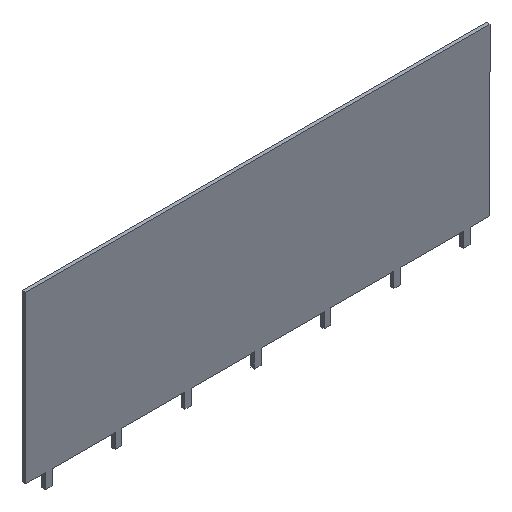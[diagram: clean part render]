
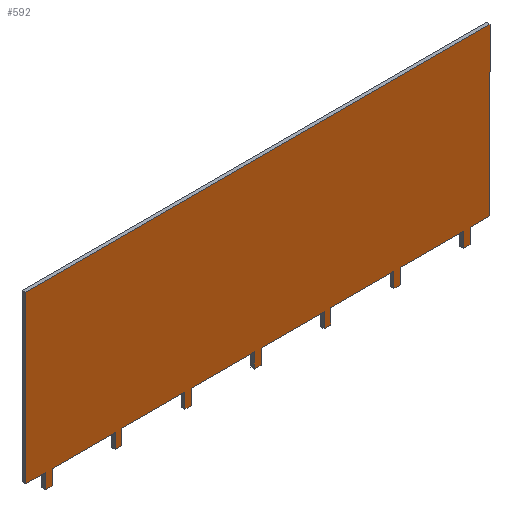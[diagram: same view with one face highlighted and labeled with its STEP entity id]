
A CAD part, isometric view. The second image highlights one B-rep face of the part: STEP entity #592.
In plain terms, the highlighted free-form (B-spline) face has degree [1, 1] with [2, 2] control points.
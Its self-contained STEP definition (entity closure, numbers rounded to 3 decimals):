
#329=CARTESIAN_POINT('',(35.0,-0.27,25.0));
#330=CARTESIAN_POINT('',(35.0,-0.27,-2.25));
#331=CARTESIAN_POINT('',(-35.0,-0.27,25.0));
#332=CARTESIAN_POINT('',(-35.0,-0.27,-2.25));
#333=B_SPLINE_SURFACE_WITH_KNOTS('',1,1,((#329,#331),(#330,#332)),.UNSPECIFIED.,.F.,.F.,.U.,(2,2),(2,2),(0.0,27.25),(0.0,70.0),.UNSPECIFIED.);
#334=CARTESIAN_POINT('',(-35.0,-0.27,0.0));
#335=VERTEX_POINT('',#334);
#336=CARTESIAN_POINT('',(-32.0,-0.27,0.0));
#337=VERTEX_POINT('',#336);
#338=CARTESIAN_POINT('',(-35.0,-0.27,0.0));
#339=DIRECTION('',(1.0,0.0,0.0));
#340=VECTOR('',#339,3.0);
#341=LINE('',#338,#340);
#342=EDGE_CURVE('',#335,#337,#341,.T.);
#343=ORIENTED_EDGE('',*,*,#342,.T.);
#344=CARTESIAN_POINT('',(-32.0,-0.27,-2.25));
#345=VERTEX_POINT('',#344);
#346=CARTESIAN_POINT('',(-32.0,-0.27,0.0));
#347=DIRECTION('',(0.0,0.0,-1.0));
#348=VECTOR('',#347,2.25);
#349=LINE('',#346,#348);
#350=EDGE_CURVE('',#337,#345,#349,.T.);
#351=ORIENTED_EDGE('',*,*,#350,.T.);
#352=CARTESIAN_POINT('',(-31.0,-0.27,-2.25));
#353=VERTEX_POINT('',#352);
#354=CARTESIAN_POINT('',(-32.0,-0.27,-2.25));
#355=DIRECTION('',(1.0,0.0,0.0));
#356=VECTOR('',#355,1.0);
#357=LINE('',#354,#356);
#358=EDGE_CURVE('',#345,#353,#357,.T.);
#359=ORIENTED_EDGE('',*,*,#358,.T.);
#360=CARTESIAN_POINT('',(-31.0,-0.27,0.0));
#361=VERTEX_POINT('',#360);
#362=CARTESIAN_POINT('',(-31.0,-0.27,0.0));
#363=DIRECTION('',(0.0,0.0,-1.0));
#364=VECTOR('',#363,2.25);
#365=LINE('',#362,#364);
#366=EDGE_CURVE('',#361,#353,#365,.T.);
#367=ORIENTED_EDGE('',*,*,#366,.F.);
#368=CARTESIAN_POINT('',(-21.5,-0.27,0.0));
#369=VERTEX_POINT('',#368);
#370=CARTESIAN_POINT('',(-31.0,-0.27,0.0));
#371=DIRECTION('',(1.0,0.0,0.0));
#372=VECTOR('',#371,9.5);
#373=LINE('',#370,#372);
#374=EDGE_CURVE('',#361,#369,#373,.T.);
#375=ORIENTED_EDGE('',*,*,#374,.T.);
#376=CARTESIAN_POINT('',(-21.5,-0.27,-2.25));
#377=VERTEX_POINT('',#376);
#378=CARTESIAN_POINT('',(-21.5,-0.27,0.0));
#379=DIRECTION('',(0.0,0.0,-1.0));
#380=VECTOR('',#379,2.25);
#381=LINE('',#378,#380);
#382=EDGE_CURVE('',#369,#377,#381,.T.);
#383=ORIENTED_EDGE('',*,*,#382,.T.);
#384=CARTESIAN_POINT('',(-20.5,-0.27,-2.25));
#385=VERTEX_POINT('',#384);
#386=CARTESIAN_POINT('',(-21.5,-0.27,-2.25));
#387=DIRECTION('',(1.0,0.0,0.0));
#388=VECTOR('',#387,1.0);
#389=LINE('',#386,#388);
#390=EDGE_CURVE('',#377,#385,#389,.T.);
#391=ORIENTED_EDGE('',*,*,#390,.T.);
#392=CARTESIAN_POINT('',(-20.5,-0.27,0.0));
#393=VERTEX_POINT('',#392);
#394=CARTESIAN_POINT('',(-20.5,-0.27,0.0));
#395=DIRECTION('',(0.0,0.0,-1.0));
#396=VECTOR('',#395,2.25);
#397=LINE('',#394,#396);
#398=EDGE_CURVE('',#393,#385,#397,.T.);
#399=ORIENTED_EDGE('',*,*,#398,.F.);
#400=CARTESIAN_POINT('',(-11.,-0.27,0.0));
#401=VERTEX_POINT('',#400);
#402=CARTESIAN_POINT('',(-20.5,-0.27,0.0));
#403=DIRECTION('',(1.0,0.0,0.0));
#404=VECTOR('',#403,9.5);
#405=LINE('',#402,#404);
#406=EDGE_CURVE('',#393,#401,#405,.T.);
#407=ORIENTED_EDGE('',*,*,#406,.T.);
#408=CARTESIAN_POINT('',(-11.,-0.27,-2.25));
#409=VERTEX_POINT('',#408);
#410=CARTESIAN_POINT('',(-11.,-0.27,0.0));
#411=DIRECTION('',(0.0,0.0,-1.0));
#412=VECTOR('',#411,2.25);
#413=LINE('',#410,#412);
#414=EDGE_CURVE('',#401,#409,#413,.T.);
#415=ORIENTED_EDGE('',*,*,#414,.T.);
#416=CARTESIAN_POINT('',(-10.,-0.27,-2.25));
#417=VERTEX_POINT('',#416);
#418=CARTESIAN_POINT('',(-11.,-0.27,-2.25));
#419=DIRECTION('',(1.0,0.0,0.0));
#420=VECTOR('',#419,1.0);
#421=LINE('',#418,#420);
#422=EDGE_CURVE('',#409,#417,#421,.T.);
#423=ORIENTED_EDGE('',*,*,#422,.T.);
#424=CARTESIAN_POINT('',(-10.,-0.27,0.0));
#425=VERTEX_POINT('',#424);
#426=CARTESIAN_POINT('',(-10.,-0.27,0.0));
#427=DIRECTION('',(0.0,0.0,-1.0));
#428=VECTOR('',#427,2.25);
#429=LINE('',#426,#428);
#430=EDGE_CURVE('',#425,#417,#429,.T.);
#431=ORIENTED_EDGE('',*,*,#430,.F.);
#432=CARTESIAN_POINT('',(-0.5,-0.27,0.0));
#433=VERTEX_POINT('',#432);
#434=CARTESIAN_POINT('',(-10.,-0.27,0.0));
#435=DIRECTION('',(1.0,0.0,0.0));
#436=VECTOR('',#435,9.5);
#437=LINE('',#434,#436);
#438=EDGE_CURVE('',#425,#433,#437,.T.);
#439=ORIENTED_EDGE('',*,*,#438,.T.);
#440=CARTESIAN_POINT('',(-0.5,-0.27,-2.25));
#441=VERTEX_POINT('',#440);
#442=CARTESIAN_POINT('',(-0.5,-0.27,0.0));
#443=DIRECTION('',(0.0,0.0,-1.0));
#444=VECTOR('',#443,2.25);
#445=LINE('',#442,#444);
#446=EDGE_CURVE('',#433,#441,#445,.T.);
#447=ORIENTED_EDGE('',*,*,#446,.T.);
#448=CARTESIAN_POINT('',(0.5,-0.27,-2.25));
#449=VERTEX_POINT('',#448);
#450=CARTESIAN_POINT('',(-0.5,-0.27,-2.25));
#451=DIRECTION('',(1.0,0.0,0.0));
#452=VECTOR('',#451,1.0);
#453=LINE('',#450,#452);
#454=EDGE_CURVE('',#441,#449,#453,.T.);
#455=ORIENTED_EDGE('',*,*,#454,.T.);
#456=CARTESIAN_POINT('',(0.5,-0.27,0.0));
#457=VERTEX_POINT('',#456);
#458=CARTESIAN_POINT('',(0.5,-0.27,0.0));
#459=DIRECTION('',(0.0,0.0,-1.0));
#460=VECTOR('',#459,2.25);
#461=LINE('',#458,#460);
#462=EDGE_CURVE('',#457,#449,#461,.T.);
#463=ORIENTED_EDGE('',*,*,#462,.F.);
#464=CARTESIAN_POINT('',(10.,-0.27,0.0));
#465=VERTEX_POINT('',#464);
#466=CARTESIAN_POINT('',(0.5,-0.27,0.0));
#467=DIRECTION('',(1.0,0.0,0.0));
#468=VECTOR('',#467,9.5);
#469=LINE('',#466,#468);
#470=EDGE_CURVE('',#457,#465,#469,.T.);
#471=ORIENTED_EDGE('',*,*,#470,.T.);
#472=CARTESIAN_POINT('',(10.,-0.27,-2.25));
#473=VERTEX_POINT('',#472);
#474=CARTESIAN_POINT('',(10.,-0.27,0.0));
#475=DIRECTION('',(0.0,0.0,-1.0));
#476=VECTOR('',#475,2.25);
#477=LINE('',#474,#476);
#478=EDGE_CURVE('',#465,#473,#477,.T.);
#479=ORIENTED_EDGE('',*,*,#478,.T.);
#480=CARTESIAN_POINT('',(11.,-0.27,-2.25));
#481=VERTEX_POINT('',#480);
#482=CARTESIAN_POINT('',(10.,-0.27,-2.25));
#483=DIRECTION('',(1.0,0.0,0.0));
#484=VECTOR('',#483,1.0);
#485=LINE('',#482,#484);
#486=EDGE_CURVE('',#473,#481,#485,.T.);
#487=ORIENTED_EDGE('',*,*,#486,.T.);
#488=CARTESIAN_POINT('',(11.,-0.27,0.0));
#489=VERTEX_POINT('',#488);
#490=CARTESIAN_POINT('',(11.,-0.27,0.0));
#491=DIRECTION('',(0.0,0.0,-1.0));
#492=VECTOR('',#491,2.25);
#493=LINE('',#490,#492);
#494=EDGE_CURVE('',#489,#481,#493,.T.);
#495=ORIENTED_EDGE('',*,*,#494,.F.);
#496=CARTESIAN_POINT('',(20.5,-0.27,0.0));
#497=VERTEX_POINT('',#496);
#498=CARTESIAN_POINT('',(11.,-0.27,0.0));
#499=DIRECTION('',(1.0,0.0,0.0));
#500=VECTOR('',#499,9.5);
#501=LINE('',#498,#500);
#502=EDGE_CURVE('',#489,#497,#501,.T.);
#503=ORIENTED_EDGE('',*,*,#502,.T.);
#504=CARTESIAN_POINT('',(20.5,-0.27,-2.25));
#505=VERTEX_POINT('',#504);
#506=CARTESIAN_POINT('',(20.5,-0.27,0.0));
#507=DIRECTION('',(0.0,0.0,-1.0));
#508=VECTOR('',#507,2.25);
#509=LINE('',#506,#508);
#510=EDGE_CURVE('',#497,#505,#509,.T.);
#511=ORIENTED_EDGE('',*,*,#510,.T.);
#512=CARTESIAN_POINT('',(21.5,-0.27,-2.25));
#513=VERTEX_POINT('',#512);
#514=CARTESIAN_POINT('',(20.5,-0.27,-2.25));
#515=DIRECTION('',(1.0,0.0,0.0));
#516=VECTOR('',#515,1.0);
#517=LINE('',#514,#516);
#518=EDGE_CURVE('',#505,#513,#517,.T.);
#519=ORIENTED_EDGE('',*,*,#518,.T.);
#520=CARTESIAN_POINT('',(21.5,-0.27,0.0));
#521=VERTEX_POINT('',#520);
#522=CARTESIAN_POINT('',(21.5,-0.27,0.0));
#523=DIRECTION('',(0.0,0.0,-1.0));
#524=VECTOR('',#523,2.25);
#525=LINE('',#522,#524);
#526=EDGE_CURVE('',#521,#513,#525,.T.);
#527=ORIENTED_EDGE('',*,*,#526,.F.);
#528=CARTESIAN_POINT('',(31.,-0.27,0.0));
#529=VERTEX_POINT('',#528);
#530=CARTESIAN_POINT('',(21.5,-0.27,0.0));
#531=DIRECTION('',(1.0,0.0,0.0));
#532=VECTOR('',#531,9.5);
#533=LINE('',#530,#532);
#534=EDGE_CURVE('',#521,#529,#533,.T.);
#535=ORIENTED_EDGE('',*,*,#534,.T.);
#536=CARTESIAN_POINT('',(31.,-0.27,-2.25));
#537=VERTEX_POINT('',#536);
#538=CARTESIAN_POINT('',(31.,-0.27,0.0));
#539=DIRECTION('',(0.0,0.0,-1.0));
#540=VECTOR('',#539,2.25);
#541=LINE('',#538,#540);
#542=EDGE_CURVE('',#529,#537,#541,.T.);
#543=ORIENTED_EDGE('',*,*,#542,.T.);
#544=CARTESIAN_POINT('',(32.,-0.27,-2.25));
#545=VERTEX_POINT('',#544);
#546=CARTESIAN_POINT('',(31.,-0.27,-2.25));
#547=DIRECTION('',(1.0,0.0,0.0));
#548=VECTOR('',#547,1.0);
#549=LINE('',#546,#548);
#550=EDGE_CURVE('',#537,#545,#549,.T.);
#551=ORIENTED_EDGE('',*,*,#550,.T.);
#552=CARTESIAN_POINT('',(32.,-0.27,0.0));
#553=VERTEX_POINT('',#552);
#554=CARTESIAN_POINT('',(32.,-0.27,0.0));
#555=DIRECTION('',(0.0,0.0,-1.0));
#556=VECTOR('',#555,2.25);
#557=LINE('',#554,#556);
#558=EDGE_CURVE('',#553,#545,#557,.T.);
#559=ORIENTED_EDGE('',*,*,#558,.F.);
#560=CARTESIAN_POINT('',(35.0,-0.27,0.0));
#561=VERTEX_POINT('',#560);
#562=CARTESIAN_POINT('',(32.,-0.27,0.0));
#563=DIRECTION('',(1.0,0.0,0.0));
#564=VECTOR('',#563,3.);
#565=LINE('',#562,#564);
#566=EDGE_CURVE('',#553,#561,#565,.T.);
#567=ORIENTED_EDGE('',*,*,#566,.T.);
#568=CARTESIAN_POINT('',(35.0,-0.27,25.0));
#569=VERTEX_POINT('',#568);
#570=CARTESIAN_POINT('',(35.0,-0.27,0.0));
#571=DIRECTION('',(0.0,0.0,1.0));
#572=VECTOR('',#571,25.0);
#573=LINE('',#570,#572);
#574=EDGE_CURVE('',#561,#569,#573,.T.);
#575=ORIENTED_EDGE('',*,*,#574,.T.);
#576=CARTESIAN_POINT('',(-35.0,-0.27,25.0));
#577=VERTEX_POINT('',#576);
#578=CARTESIAN_POINT('',(35.0,-0.27,25.0));
#579=DIRECTION('',(-1.0,0.0,0.0));
#580=VECTOR('',#579,70.0);
#581=LINE('',#578,#580);
#582=EDGE_CURVE('',#569,#577,#581,.T.);
#583=ORIENTED_EDGE('',*,*,#582,.T.);
#584=CARTESIAN_POINT('',(-35.0,-0.27,0.0));
#585=DIRECTION('',(0.0,0.0,1.0));
#586=VECTOR('',#585,25.0);
#587=LINE('',#584,#586);
#588=EDGE_CURVE('',#577,#335,#587,.F.);
#589=ORIENTED_EDGE('',*,*,#588,.T.);
#590=EDGE_LOOP('',(#343,#351,#359,#367,#375,#383,#391,#399,#407,#415,#423,#431,#439,#447,#455,#463,#471,#479,#487,#495,#503,#511,#519,#527,#535,#543,#551,#559,#567,#575,#583,#589));
#591=FACE_OUTER_BOUND('',#590,.T.);
#592=ADVANCED_FACE('',(#591),#333,.F.);
